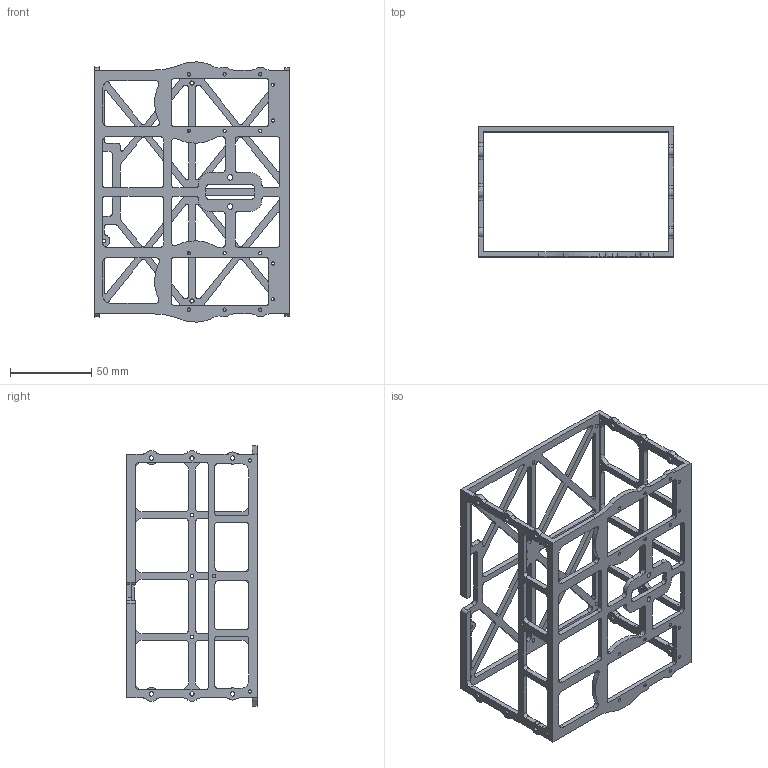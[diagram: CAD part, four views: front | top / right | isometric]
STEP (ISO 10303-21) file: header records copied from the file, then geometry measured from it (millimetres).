
FILE_DESCRIPTION (( 'STEP AP214' ), '1' );
FILE_NAME ('010_Hip Alu_RectangularTube_120x80x4_NimbroOP_v0.1.STEP', '2012-10-12T08:13:12', ( '' ), ( '' ), 'SwSTEP 2.0', 'SolidWorks 2012', '' );
FILE_SCHEMA (( 'AUTOMOTIVE_DESIGN' ));
Length unit declared in the file: millimetre
Products named in the file (1): 010_Hip Alu_RectangularTube_120x80x4_NimbroOP_v0.1
Bounding box: 120 x 80 x 159.92 mm (x, y, z)
Volume: 55469 mm3; surface area: 55961.4 mm2
Topology: 1 solids, 1 shells, 556 faces, 1674 edges, 1116 vertices
Faces by surface type: cylinder 363, plane 193
Entity records: 19534 total; most frequent: DIRECTION 3514, ORIENTED_EDGE 3348, CARTESIAN_POINT 3347, EDGE_CURVE 1674, AXIS2_PLACEMENT_3D 1283, VERTEX_POINT 1116, LINE 948, VECTOR 948
